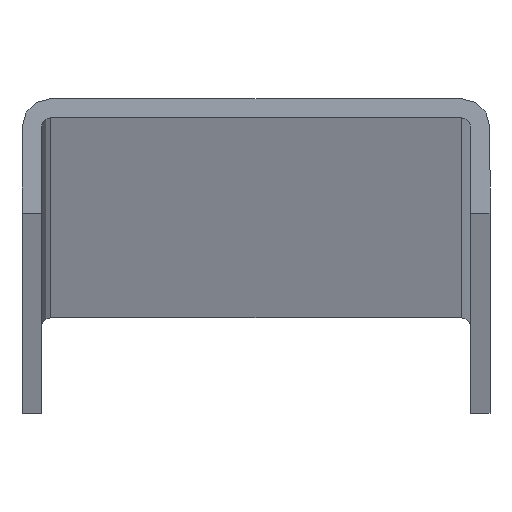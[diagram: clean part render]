
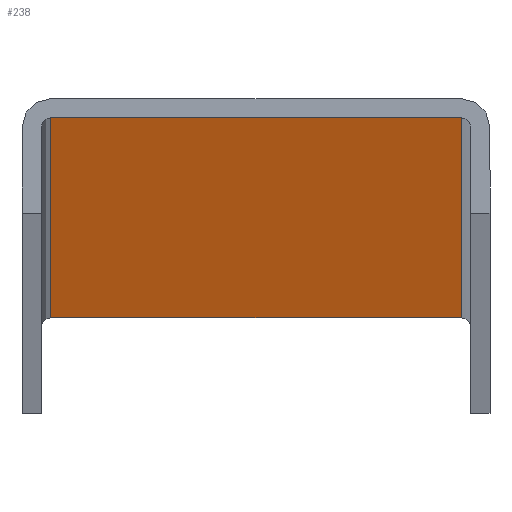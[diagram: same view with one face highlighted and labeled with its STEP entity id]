
A CAD part, top view. The second image highlights one B-rep face of the part: STEP entity #238.
In plain terms, the highlighted planar face has unit normal (0, -1, 0).
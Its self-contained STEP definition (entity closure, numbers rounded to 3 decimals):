
#36 = DIRECTION ( 'NONE',  ( 0., 0., -1. ) ) ;
#39 = EDGE_CURVE ( 'NONE', #92, #448, #215, .T. ) ;
#43 = EDGE_CURVE ( 'NONE', #52, #192, #395, .T. ) ;
#52 = VERTEX_POINT ( 'NONE', #144 ) ;
#59 = EDGE_CURVE ( 'NONE', #92, #52, #76, .T. ) ;
#68 = DIRECTION ( 'NONE',  ( 0., 0., 1. ) ) ;
#76 = LINE ( 'NONE', #212, #242 ) ;
#77 = EDGE_CURVE ( 'NONE', #448, #192, #224, .T. ) ;
#82 = ORIENTED_EDGE ( 'NONE', *, *, #39, .T. ) ;
#92 = VERTEX_POINT ( 'NONE', #227 ) ;
#103 = PLANE ( 'NONE',  #411 ) ;
#144 = CARTESIAN_POINT ( 'NONE',  ( 10.75, 0., 6000. ) ) ;
#187 = DIRECTION ( 'NONE',  ( 0., 0., -1. ) ) ;
#191 = ORIENTED_EDGE ( 'NONE', *, *, #59, .F. ) ;
#192 = VERTEX_POINT ( 'NONE', #205 ) ;
#203 = CARTESIAN_POINT ( 'NONE',  ( -10.75, 0., 0. ) ) ;
#205 = CARTESIAN_POINT ( 'NONE',  ( 10.75, 0., 0. ) ) ;
#212 = CARTESIAN_POINT ( 'NONE',  ( -10.75, 0., 6000. ) ) ;
#215 = LINE ( 'NONE', #221, #382 ) ;
#221 = CARTESIAN_POINT ( 'NONE',  ( -10.75, 0., 6000. ) ) ;
#224 = LINE ( 'NONE', #344, #471 ) ;
#227 = CARTESIAN_POINT ( 'NONE',  ( -10.75, 0., 6000. ) ) ;
#238 = ADVANCED_FACE ( 'NONE', ( #390 ), #103, .F. ) ;
#242 = VECTOR ( 'NONE', #362, 1000. ) ;
#244 = CARTESIAN_POINT ( 'NONE',  ( -10.75, 0., 6000. ) ) ;
#271 = VECTOR ( 'NONE', #187, 1000. ) ;
#295 = EDGE_LOOP ( 'NONE', ( #450, #299, #191, #82 ) ) ;
#299 = ORIENTED_EDGE ( 'NONE', *, *, #43, .F. ) ;
#344 = CARTESIAN_POINT ( 'NONE',  ( -10.75, 0., 0. ) ) ;
#350 = DIRECTION ( 'NONE',  ( 0., 1., 0. ) ) ;
#362 = DIRECTION ( 'NONE',  ( 1., 0., 0. ) ) ;
#369 = CARTESIAN_POINT ( 'NONE',  ( 10.75, 0., 6000. ) ) ;
#382 = VECTOR ( 'NONE', #36, 1000. ) ;
#390 = FACE_OUTER_BOUND ( 'NONE', #295, .T. ) ;
#395 = LINE ( 'NONE', #369, #271 ) ;
#411 = AXIS2_PLACEMENT_3D ( 'NONE', #244, #350, #68 ) ;
#448 = VERTEX_POINT ( 'NONE', #203 ) ;
#450 = ORIENTED_EDGE ( 'NONE', *, *, #77, .T. ) ;
#453 = DIRECTION ( 'NONE',  ( 1., 0., 0. ) ) ;
#471 = VECTOR ( 'NONE', #453, 1000. ) ;
